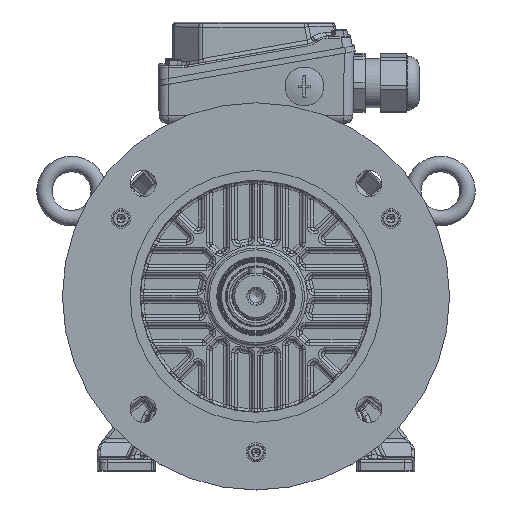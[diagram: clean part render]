
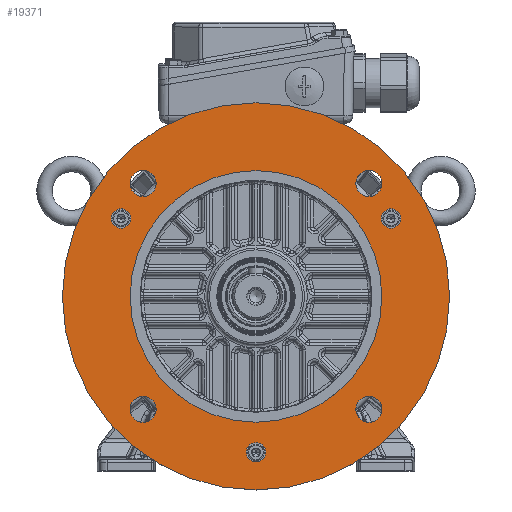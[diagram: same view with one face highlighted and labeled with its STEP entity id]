
A CAD part, top view. The second image highlights one B-rep face of the part: STEP entity #19371.
In plain terms, the highlighted planar face has unit normal (0, 0, 1).
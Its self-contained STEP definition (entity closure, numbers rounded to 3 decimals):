
#7151=PLANE('',#65045);
#19371=ADVANCED_FACE('',(#20891,#20892,#20893,#20894,#20895,#20896,#20897,
#20898,#20899),#7151,.T.);
#20891=FACE_BOUND('',#24263,.T.);
#20892=FACE_BOUND('',#24264,.T.);
#20893=FACE_BOUND('',#24265,.T.);
#20894=FACE_BOUND('',#24266,.T.);
#20895=FACE_BOUND('',#24267,.T.);
#20896=FACE_BOUND('',#24268,.T.);
#20897=FACE_BOUND('',#24269,.T.);
#20898=FACE_BOUND('',#24270,.T.);
#20899=FACE_BOUND('',#24271,.T.);
#24263=EDGE_LOOP('',(#39397));
#24264=EDGE_LOOP('',(#39398));
#24265=EDGE_LOOP('',(#39399));
#24266=EDGE_LOOP('',(#39400));
#24267=EDGE_LOOP('',(#39401));
#24268=EDGE_LOOP('',(#39402));
#24269=EDGE_LOOP('',(#39403));
#24270=EDGE_LOOP('',(#39404));
#24271=EDGE_LOOP('',(#39405));
#39397=ORIENTED_EDGE('',*,*,#55728,.T.);
#39398=ORIENTED_EDGE('',*,*,#55729,.T.);
#39399=ORIENTED_EDGE('',*,*,#55730,.F.);
#39400=ORIENTED_EDGE('',*,*,#55731,.F.);
#39401=ORIENTED_EDGE('',*,*,#55732,.T.);
#39402=ORIENTED_EDGE('',*,*,#55733,.T.);
#39403=ORIENTED_EDGE('',*,*,#55734,.T.);
#39404=ORIENTED_EDGE('',*,*,#54176,.F.);
#39405=ORIENTED_EDGE('',*,*,#55735,.T.);
#45502=VERTEX_POINT('',#125060);
#46431=VERTEX_POINT('',#135688);
#46432=VERTEX_POINT('',#135690);
#46433=VERTEX_POINT('',#135692);
#46434=VERTEX_POINT('',#135694);
#46435=VERTEX_POINT('',#135696);
#46436=VERTEX_POINT('',#135698);
#46437=VERTEX_POINT('',#135700);
#46438=VERTEX_POINT('',#135702);
#54176=EDGE_CURVE('',#45502,#45502,#58482,.T.);
#55728=EDGE_CURVE('',#46431,#46431,#59167,.T.);
#55729=EDGE_CURVE('',#46432,#46432,#59168,.T.);
#55730=EDGE_CURVE('',#46433,#46433,#59169,.T.);
#55731=EDGE_CURVE('',#46434,#46434,#59170,.T.);
#55732=EDGE_CURVE('',#46435,#46435,#59171,.T.);
#55733=EDGE_CURVE('',#46436,#46436,#59172,.T.);
#55734=EDGE_CURVE('',#46437,#46437,#59173,.T.);
#55735=EDGE_CURVE('',#46438,#46438,#59174,.T.);
#58482=CIRCLE('',#63871,100.);
#59167=CIRCLE('',#65037,6.75);
#59168=CIRCLE('',#65038,6.75);
#59169=CIRCLE('',#65039,6.75);
#59170=CIRCLE('',#65040,6.75);
#59171=CIRCLE('',#65041,5.);
#59172=CIRCLE('',#65042,5.);
#59173=CIRCLE('',#65043,5.);
#59174=CIRCLE('',#65044,65.);
#63871=AXIS2_PLACEMENT_3D('',#125059,#77089,#77090);
#65037=AXIS2_PLACEMENT_3D('',#135687,#79778,#79779);
#65038=AXIS2_PLACEMENT_3D('',#135689,#79780,#79781);
#65039=AXIS2_PLACEMENT_3D('',#135691,#79782,#79783);
#65040=AXIS2_PLACEMENT_3D('',#135693,#79784,#79785);
#65041=AXIS2_PLACEMENT_3D('',#135695,#79786,#79787);
#65042=AXIS2_PLACEMENT_3D('',#135697,#79788,#79789);
#65043=AXIS2_PLACEMENT_3D('',#135699,#79790,#79791);
#65044=AXIS2_PLACEMENT_3D('',#135701,#79792,#79793);
#65045=AXIS2_PLACEMENT_3D('',#135703,#79794,#79795);
#77089=DIRECTION('',(0.,0.,-1.));
#77090=DIRECTION('',(1.,0.,0.));
#79778=DIRECTION('',(0.,0.,-1.));
#79779=DIRECTION('',(1.,0.,0.));
#79780=DIRECTION('',(0.,0.,-1.));
#79781=DIRECTION('',(1.,0.,0.));
#79782=DIRECTION('',(0.,0.,1.));
#79783=DIRECTION('',(1.,0.,0.));
#79784=DIRECTION('',(0.,0.,1.));
#79785=DIRECTION('',(1.,0.,0.));
#79786=DIRECTION('',(0.,0.,-1.));
#79787=DIRECTION('',(-1.,0.,0.));
#79788=DIRECTION('',(0.,0.,-1.));
#79789=DIRECTION('',(-1.,0.,0.));
#79790=DIRECTION('',(0.,0.,-1.));
#79791=DIRECTION('',(-1.,0.,0.));
#79792=DIRECTION('',(0.,0.,-1.));
#79793=DIRECTION('',(0.,1.,0.));
#79794=DIRECTION('',(0.,0.,1.));
#79795=DIRECTION('',(1.,0.,0.));
#125059=CARTESIAN_POINT('',(-20.194,-20.194,41.35));
#125060=CARTESIAN_POINT('',(79.806,-20.194,41.35));
#135687=CARTESIAN_POINT('',(-78.53,38.142,41.35));
#135688=CARTESIAN_POINT('',(-71.78,38.142,41.35));
#135689=CARTESIAN_POINT('',(38.142,-78.53,41.35));
#135690=CARTESIAN_POINT('',(44.892,-78.53,41.35));
#135691=CARTESIAN_POINT('',(-78.53,-78.53,41.35));
#135692=CARTESIAN_POINT('',(-71.78,-78.53,41.35));
#135693=CARTESIAN_POINT('',(38.142,38.142,41.35));
#135694=CARTESIAN_POINT('',(44.892,38.142,41.35));
#135695=CARTESIAN_POINT('',(-20.194,-100.694,41.35));
#135696=CARTESIAN_POINT('',(-25.194,-100.694,41.35));
#135697=CARTESIAN_POINT('',(-89.909,20.056,41.35));
#135698=CARTESIAN_POINT('',(-94.909,20.056,41.35));
#135699=CARTESIAN_POINT('',(49.521,20.056,41.35));
#135700=CARTESIAN_POINT('',(44.521,20.056,41.35));
#135701=CARTESIAN_POINT('',(-20.194,-20.194,41.35));
#135702=CARTESIAN_POINT('',(-20.194,44.806,41.35));
#135703=CARTESIAN_POINT('',(-20.194,-20.194,41.35));
